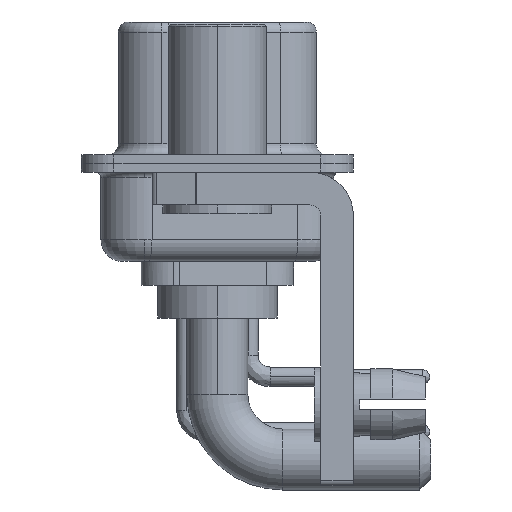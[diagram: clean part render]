
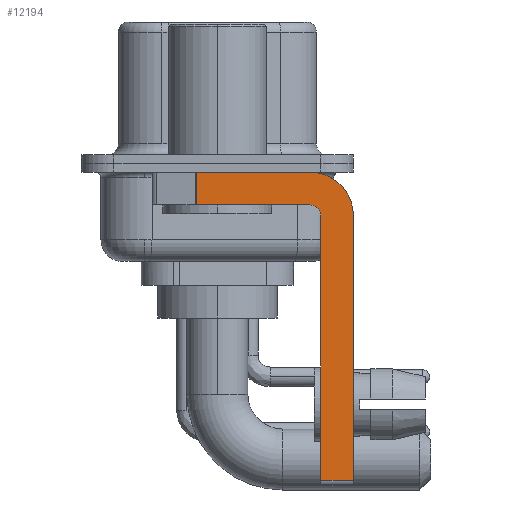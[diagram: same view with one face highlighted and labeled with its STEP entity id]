
A CAD part, left-side view. The second image highlights one B-rep face of the part: STEP entity #12194.
In plain terms, the highlighted planar face has unit normal (-1, 0, 0).
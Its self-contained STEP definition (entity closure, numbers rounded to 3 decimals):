
#22 = CARTESIAN_POINT ( 'NONE',  ( -2.9, -4.75, -2.4 ) ) ;
#338 = VERTEX_POINT ( 'NONE', #22257 ) ;
#413 = LINE ( 'NONE', #21331, #6766 ) ;
#1276 = EDGE_CURVE ( 'NONE', #9004, #2248, #9091, .T. ) ;
#1286 = CARTESIAN_POINT ( 'NONE',  ( -2.9, 3., -0.4 ) ) ;
#2248 = VERTEX_POINT ( 'NONE', #7680 ) ;
#2261 = DIRECTION ( 'NONE',  ( 1., 0., 0. ) ) ;
#2291 = ORIENTED_EDGE ( 'NONE', *, *, #11777, .F. ) ;
#2381 = VERTEX_POINT ( 'NONE', #22639 ) ;
#2851 = CARTESIAN_POINT ( 'NONE',  ( -2.9, -6.25, -2.4 ) ) ;
#3147 = DIRECTION ( 'NONE',  ( -1., 0., 0. ) ) ;
#6033 = VECTOR ( 'NONE', #23155, 1000. ) ;
#6170 = ORIENTED_EDGE ( 'NONE', *, *, #23232, .F. ) ;
#6197 = DIRECTION ( 'NONE',  ( 0., -1., 0. ) ) ;
#6588 = DIRECTION ( 'NONE',  ( 1., 0., 0. ) ) ;
#6766 = VECTOR ( 'NONE', #13684, 1000. ) ;
#6862 = CARTESIAN_POINT ( 'NONE',  ( -2.9, -4.25, -1.9 ) ) ;
#7444 = VERTEX_POINT ( 'NONE', #22 ) ;
#7510 = VECTOR ( 'NONE', #13301, 1000. ) ;
#7680 = CARTESIAN_POINT ( 'NONE',  ( -2.9, 0.978, -1.9 ) ) ;
#8271 = CIRCLE ( 'NONE', #18160, 2. ) ;
#8972 = VERTEX_POINT ( 'NONE', #23713 ) ;
#9004 = VERTEX_POINT ( 'NONE', #20550 ) ;
#9079 = PLANE ( 'NONE',  #19381 ) ;
#9091 = LINE ( 'NONE', #6862, #16551 ) ;
#10234 = ORIENTED_EDGE ( 'NONE', *, *, #22625, .F. ) ;
#10541 = EDGE_CURVE ( 'NONE', #2381, #18673, #15621, .T. ) ;
#11300 = CARTESIAN_POINT ( 'NONE',  ( -2.9, -4.25, -2.4 ) ) ;
#11772 = EDGE_CURVE ( 'NONE', #7444, #9004, #21323, .T. ) ;
#11777 = EDGE_CURVE ( 'NONE', #21800, #8972, #18258, .T. ) ;
#11855 = AXIS2_PLACEMENT_3D ( 'NONE', #19974, #3147, #14317 ) ;
#12194 = ADVANCED_FACE ( 'NONE', ( #18458 ), #9079, .F. ) ;
#12879 = EDGE_LOOP ( 'NONE', ( #2291, #22438, #19101, #19076, #10234, #24127, #6170, #16126 ) ) ;
#13301 = DIRECTION ( 'NONE',  ( 0., -1., 0. ) ) ;
#13513 = VECTOR ( 'NONE', #14265, 1000. ) ;
#13684 = DIRECTION ( 'NONE',  ( 0., 0., 1. ) ) ;
#14265 = DIRECTION ( 'NONE',  ( 0., 0., -1. ) ) ;
#14317 = DIRECTION ( 'NONE',  ( 0., 0., 1. ) ) ;
#15510 = CARTESIAN_POINT ( 'NONE',  ( -2.9, 0.978, -1.9 ) ) ;
#15621 = LINE ( 'NONE', #23145, #22843 ) ;
#16118 = EDGE_CURVE ( 'NONE', #21800, #2248, #22785, .T. ) ;
#16126 = ORIENTED_EDGE ( 'NONE', *, *, #20859, .F. ) ;
#16551 = VECTOR ( 'NONE', #24039, 1000. ) ;
#16616 = CARTESIAN_POINT ( 'NONE',  ( -2.9, -4.25, -2.4 ) ) ;
#17048 = CARTESIAN_POINT ( 'NONE',  ( -2.9, 0.978, -0.4 ) ) ;
#17256 = DIRECTION ( 'NONE',  ( 0., 0., -1. ) ) ;
#18160 = AXIS2_PLACEMENT_3D ( 'NONE', #11300, #2261, #17256 ) ;
#18258 = LINE ( 'NONE', #1286, #7510 ) ;
#18458 = FACE_OUTER_BOUND ( 'NONE', #12879, .T. ) ;
#18673 = VERTEX_POINT ( 'NONE', #23187 ) ;
#19076 = ORIENTED_EDGE ( 'NONE', *, *, #11772, .F. ) ;
#19101 = ORIENTED_EDGE ( 'NONE', *, *, #1276, .F. ) ;
#19381 = AXIS2_PLACEMENT_3D ( 'NONE', #16616, #6588, #21690 ) ;
#19974 = CARTESIAN_POINT ( 'NONE',  ( -2.9, -4.25, -2.4 ) ) ;
#20550 = CARTESIAN_POINT ( 'NONE',  ( -2.9, -4.25, -1.9 ) ) ;
#20859 = EDGE_CURVE ( 'NONE', #8972, #338, #8271, .T. ) ;
#21323 = CIRCLE ( 'NONE', #11855, 0.5 ) ;
#21331 = CARTESIAN_POINT ( 'NONE',  ( -2.9, -4.75, -14.8 ) ) ;
#21540 = LINE ( 'NONE', #2851, #13513 ) ;
#21690 = DIRECTION ( 'NONE',  ( 0., 0., -1. ) ) ;
#21800 = VERTEX_POINT ( 'NONE', #17048 ) ;
#22257 = CARTESIAN_POINT ( 'NONE',  ( -2.9, -6.25, -2.4 ) ) ;
#22438 = ORIENTED_EDGE ( 'NONE', *, *, #16118, .T. ) ;
#22625 = EDGE_CURVE ( 'NONE', #2381, #7444, #413, .T. ) ;
#22639 = CARTESIAN_POINT ( 'NONE',  ( -2.9, -4.75, -14.55 ) ) ;
#22785 = LINE ( 'NONE', #15510, #6033 ) ;
#22843 = VECTOR ( 'NONE', #6197, 1000. ) ;
#23145 = CARTESIAN_POINT ( 'NONE',  ( -2.9, -4.25, -14.55 ) ) ;
#23155 = DIRECTION ( 'NONE',  ( 0., 0., -1. ) ) ;
#23187 = CARTESIAN_POINT ( 'NONE',  ( -2.9, -6.25, -14.55 ) ) ;
#23232 = EDGE_CURVE ( 'NONE', #338, #18673, #21540, .T. ) ;
#23713 = CARTESIAN_POINT ( 'NONE',  ( -2.9, -4.25, -0.4 ) ) ;
#24039 = DIRECTION ( 'NONE',  ( 0., 1., 0. ) ) ;
#24127 = ORIENTED_EDGE ( 'NONE', *, *, #10541, .T. ) ;
